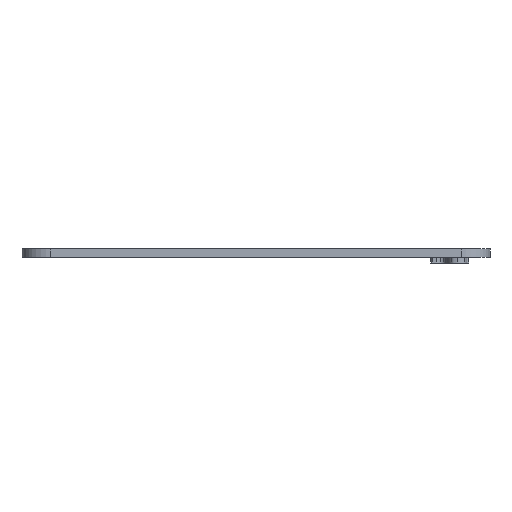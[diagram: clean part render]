
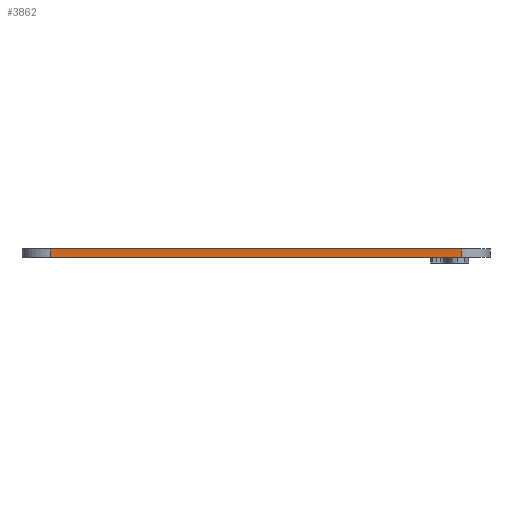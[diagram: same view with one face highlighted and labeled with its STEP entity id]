
A CAD part, left-side view. The second image highlights one B-rep face of the part: STEP entity #3862.
In plain terms, the highlighted planar face has unit normal (-1, 0, 0).
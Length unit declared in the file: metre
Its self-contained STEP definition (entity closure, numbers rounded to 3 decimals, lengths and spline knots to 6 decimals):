
#235=LINE('',#5321,#579);
#296=LINE('',#5558,#640);
#316=LINE('',#5625,#660);
#317=LINE('',#5626,#661);
#579=VECTOR('',#4337,1.);
#640=VECTOR('',#4478,1.);
#660=VECTOR('',#4538,1.);
#661=VECTOR('',#4539,1.);
#1146=ORIENTED_EDGE('',*,*,#2181,.T.);
#1147=ORIENTED_EDGE('',*,*,#2324,.T.);
#1148=ORIENTED_EDGE('',*,*,#2290,.F.);
#1149=ORIENTED_EDGE('',*,*,#2325,.T.);
#2181=EDGE_CURVE('',#2778,#2777,#235,.T.);
#2290=EDGE_CURVE('',#2886,#2887,#296,.T.);
#2324=EDGE_CURVE('',#2777,#2887,#316,.F.);
#2325=EDGE_CURVE('',#2886,#2778,#317,.T.);
#2777=VERTEX_POINT('',#5320);
#2778=VERTEX_POINT('',#5322);
#2886=VERTEX_POINT('',#5557);
#2887=VERTEX_POINT('',#5559);
#3300=EDGE_LOOP('',(#1146,#1147,#1148,#1149));
#3550=FACE_BOUND('',#3300,.T.);
#3773=PLANE('',#4156);
#3862=ADVANCED_FACE('',(#3550),#3773,.F.);
#4156=AXIS2_PLACEMENT_3D('',#5624,#4536,#4537);
#4337=DIRECTION('',(0.,-1.,0.));
#4478=DIRECTION('',(0.,-1.,0.));
#4536=DIRECTION('',(1.,0.,0.));
#4537=DIRECTION('',(0.,0.,-1.));
#4538=DIRECTION('',(0.,0.,-1.));
#4539=DIRECTION('',(0.,0.,-1.));
#5320=CARTESIAN_POINT('',(-0.04045,-0.03545,0.));
#5321=CARTESIAN_POINT('',(-0.04045,0.000506,0.));
#5322=CARTESIAN_POINT('',(-0.04045,0.036462,0.));
#5557=CARTESIAN_POINT('',(-0.04045,0.036462,0.0015));
#5558=CARTESIAN_POINT('',(-0.04045,0.000506,0.0015));
#5559=CARTESIAN_POINT('',(-0.04045,-0.03545,0.0015));
#5624=CARTESIAN_POINT('',(-0.04045,0.000506,0.0015));
#5625=CARTESIAN_POINT('',(-0.04045,-0.03545,0.0015));
#5626=CARTESIAN_POINT('',(-0.04045,0.036462,0.));
